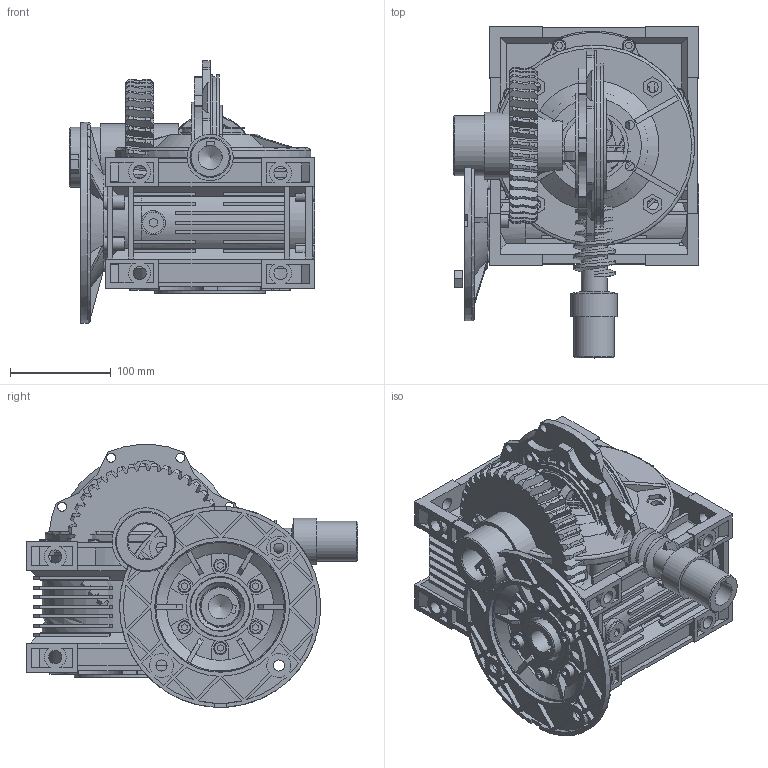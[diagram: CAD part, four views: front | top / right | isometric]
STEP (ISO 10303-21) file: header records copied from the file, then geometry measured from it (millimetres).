
FILE_DESCRIPTION( ( 'Unknown' ), '1' );
FILE_NAME( 'RV90.stp', 'Unknown', ( 'Unknown' ), ( 'Unknown' ), 'PSStep 10.1', 'Unknown', ' ' );
FILE_SCHEMA( ( 'AUTOMOTIVE_DESIGN { 1 0 10303 214 1 1 1 1 }' ) );
Length unit declared in the file: millimetre
Products named in the file (22): Assem1; Corpo_90; Flangia_laterale_90; Corona_90; Vite_90; Cu-rrs 6012; Cu-rco 32008; Cu-rco 30206; Anello-elastico-chiuso  62; SM-F 60x85x10; SM-F 60x85x10-oa0; Or OR3625; TCBCE M 16x1,5; V-tcei M  8 x 20; 2240090E02003; SM-F 40x60x8; Tappo_90; D-en M 10; Or OR 4250
Bounding box: 244 x 330 x 261.18 mm (x, y, z)
Volume: 5922339.1 mm3; surface area: 2023551.4 mm2
Topology: 56 solids, 63 shells, 4800 faces, 12886 edges, 8508 vertices
Faces by surface type: plane 2644, cylinder 1482, cone 499, torus 171, bspline 4
Full cylindrical faces by diameter (mm): 2.5 x4, 6.647 x88, 7 x8, 8 x15, 8.376 x32, 9 x28, 10 x2, 11 x8, 13 x43, 14 x4, 14.376 x2, 16 x34, 21 x2, 24 x6, 26 x16, 30 x4, 36 x2, 37.3 x2, 40 x4, 44.6 x2, 46 x2, 47.1 x2, 47.4 x2, 53.8 x2, 54.2 x2, 54.7 x2, 58.667 x2, 59 x2, 60 x11, 60.9 x2
Entity records: 91022 total; most frequent: CARTESIAN_POINT 16474, DIRECTION 11746, ORIENTED_EDGE 11552, EDGE_CURVE 5776, AXIS2_PLACEMENT_3D 4289, VERTEX_POINT 3998, LINE 3168, VECTOR 3168
